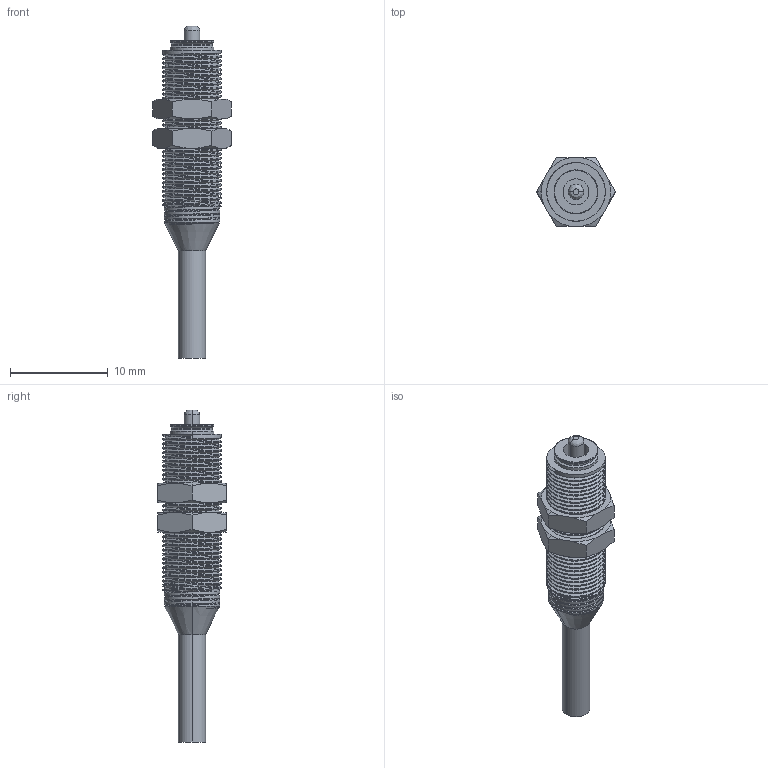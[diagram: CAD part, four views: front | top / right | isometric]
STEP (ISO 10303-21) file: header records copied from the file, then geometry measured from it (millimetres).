
FILE_DESCRIPTION (( 'STEP AP203' ), '1' );
FILE_NAME ('MR-T6.STEP', '2018-08-09T10:11:20', ( 'XiaZaiMa.COM' ), ( 'Win10NeT.COM' ), 'SwSTEP 2.0', 'SolidWorks 2016', '' );
FILE_SCHEMA (( 'CONFIG_CONTROL_DESIGN' ));
Length unit declared in the file: millimetre
Products named in the file (1): MR-T6
Bounding box: 8.08 x 7 x 34 mm (x, y, z)
Volume: 624.9 mm3; surface area: 953.9 mm2
Topology: 3 solids, 3 shells, 125 faces, 328 edges, 212 vertices
Faces by surface type: cylinder 62, cone 33, plane 23, bspline 7
Full cylindrical faces by diameter (mm): 6 x35
Entity records: 8866 total; most frequent: CARTESIAN_POINT 6062, ORIENTED_EDGE 656, DIRECTION 485, EDGE_CURVE 328, VERTEX_POINT 212, AXIS2_PLACEMENT_3D 188, EDGE_LOOP 132, FACE_OUTER_BOUND 125
